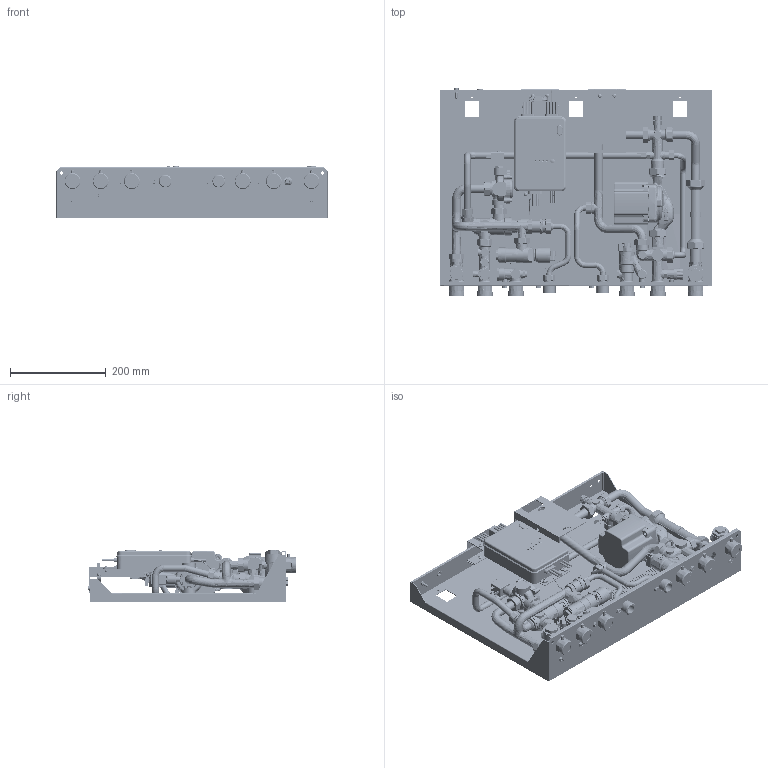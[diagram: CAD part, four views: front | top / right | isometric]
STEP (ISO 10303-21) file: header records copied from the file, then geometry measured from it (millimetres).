
FILE_DESCRIPTION(('CATIA V5 STEP Exchange','CAx-IF Rec.Pracs.--- Model Styling and Organization---1.4--- 2014-01-23','CAx-IF Rec.Pracs.---3D Tessellated Data Validation Properties---0.5---2014-09-14'),'2;1');
FILE_NAME('STEP_SATK50103HE_-_TST.stp','2021-03-15T12:27:11+00:00',('none'),('none'),'CATIA Version 5-6 Release 2019 SP3','CATIA V5 STEP AP242 v1','none');
FILE_SCHEMA(('AP242_MANAGED_MODEL_BASED_3D_ENGINEERING_MIM_LF {1 0 10303 442 1 1 4}'));
Products named in the file (1): SATK50103HE - TST
Bounding box: 570 x 437 x 110.5 mm (x, y, z)
Volume: 5288622.7 mm3; surface area: 1356825.8 mm2
Topology: 2 solids, 36 shells, 10107 faces, 27357 edges, 17631 vertices
Faces by surface type: bspline 6676, plane 3352, cylinder 57, torus 22
Entity records: 353727 total; most frequent: CARTESIAN_POINT 178319, ORIENTED_EDGE 54452, EDGE_CURVE 27226, VERTEX_POINT 17627, DIRECTION 12342, EDGE_LOOP 10801, B_SPLINE_CURVE_WITH_KNOTS 10710, ADVANCED_FACE 10102
